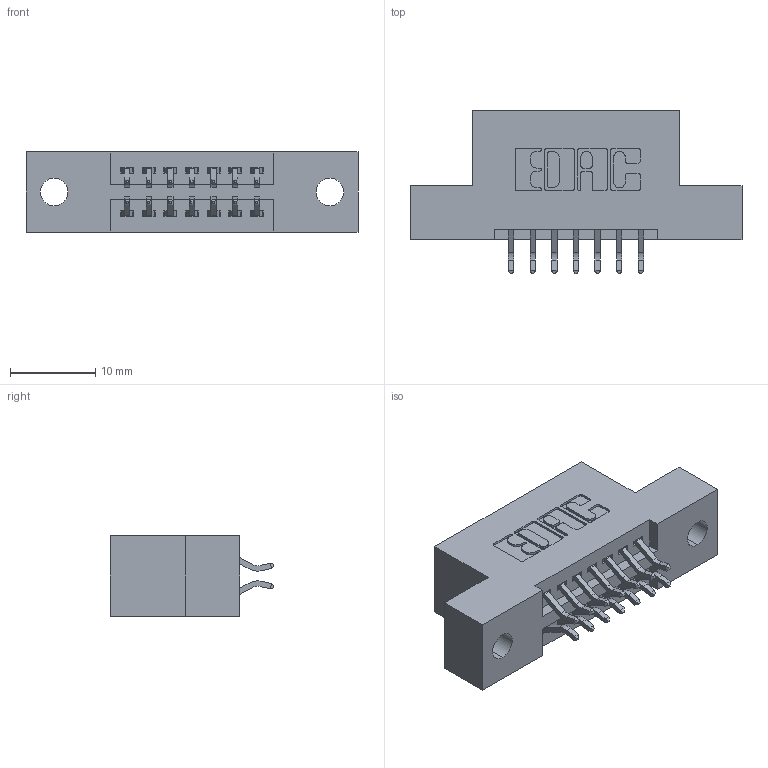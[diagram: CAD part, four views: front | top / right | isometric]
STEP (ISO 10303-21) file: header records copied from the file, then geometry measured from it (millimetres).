
FILE_DESCRIPTION (( 'STEP AP203' ), '1' );
FILE_NAME ('395-014-556-202.STEP', '2019-10-15T16:43:15', ( '' ), ( '' ), 'SwSTEP 2.0', 'SolidWorks 2016', '' );
FILE_SCHEMA (( 'CONFIG_CONTROL_DESIGN' ));
Length unit declared in the file: inch
Products named in the file (3): 345 Part_Flush Mounting Lugs - 0.128 Dia; 345-292-001_556 Tail; 395-014-556-202
Assembly tree (15 placements, depth 2):
  395-014-556-202
    345 Part_Flush Mounting Lugs - 0.128 Dia
    345-292-001_556 Tail  x14
Bounding box: 38.99 x 19.24 x 9.4 mm (x, y, z)
Volume: 3425.3 mm3; surface area: 4100.3 mm2
Topology: 15 solids, 15 shells, 910 faces, 2679 edges, 1766 vertices
Faces by surface type: plane 598, cylinder 312
Entity records: 10427 total; most frequent: CARTESIAN_POINT 1796, ORIENTED_EDGE 1718, DIRECTION 1615, EDGE_CURVE 859, VECTOR 691, LINE 691, VERTEX_POINT 570, AXIS2_PLACEMENT_3D 462
